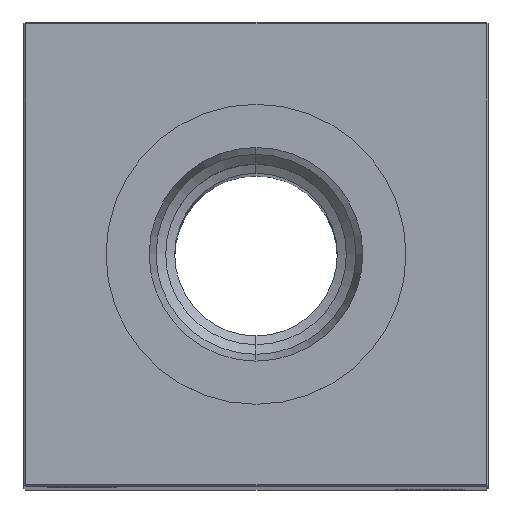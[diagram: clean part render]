
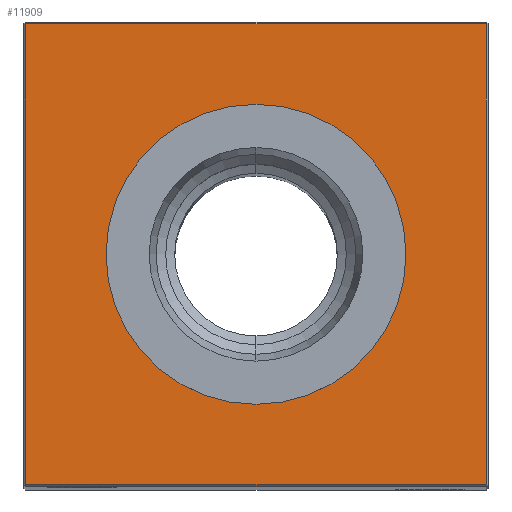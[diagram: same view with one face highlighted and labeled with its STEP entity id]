
A CAD part, top view. The second image highlights one B-rep face of the part: STEP entity #11909.
In plain terms, the highlighted planar face has unit normal (0, 0, 1).
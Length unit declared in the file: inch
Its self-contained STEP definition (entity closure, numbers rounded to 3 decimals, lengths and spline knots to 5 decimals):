
#427 = DIRECTION ( 'NONE',  ( 0., 0., -1. ) ) ;
#1732 = AXIS2_PLACEMENT_3D ( 'NONE', #15953, #10124, #14181 ) ;
#2200 = CARTESIAN_POINT ( 'NONE',  ( -1.24, -1.24, 10.5 ) ) ;
#2420 = PLANE ( 'NONE',  #1732 ) ;
#3082 = CARTESIAN_POINT ( 'NONE',  ( 0., -1.24, 10.5 ) ) ;
#3317 = DIRECTION ( 'NONE',  ( 0., 1., 0. ) ) ;
#3602 = CARTESIAN_POINT ( 'NONE',  ( -1.24, 0., 10.5 ) ) ;
#3931 = VECTOR ( 'NONE', #21090, 39.37008 ) ;
#4369 = EDGE_CURVE ( 'NONE', #13487, #8275, #9563, .T. ) ;
#6957 = VECTOR ( 'NONE', #22843, 39.37008 ) ;
#6964 = ORIENTED_EDGE ( 'NONE', *, *, #12524, .T. ) ;
#7109 = EDGE_CURVE ( 'NONE', #7520, #13487, #10896, .T. ) ;
#7520 = VERTEX_POINT ( 'NONE', #7698 ) ;
#7664 = AXIS2_PLACEMENT_3D ( 'NONE', #12548, #10383, #12416 ) ;
#7698 = CARTESIAN_POINT ( 'NONE',  ( 1.24, -1.24, 10.5 ) ) ;
#8275 = VERTEX_POINT ( 'NONE', #16999 ) ;
#9011 = ORIENTED_EDGE ( 'NONE', *, *, #4369, .T. ) ;
#9419 = CARTESIAN_POINT ( 'NONE',  ( 0., 0.80709, 10.5 ) ) ;
#9563 = LINE ( 'NONE', #18127, #3931 ) ;
#10109 = CIRCLE ( 'NONE', #7664, 0.80709 ) ;
#10124 = DIRECTION ( 'NONE',  ( 0., 0., -1. ) ) ;
#10383 = DIRECTION ( 'NONE',  ( 0., 0., -1. ) ) ;
#10542 = EDGE_CURVE ( 'NONE', #8275, #11328, #19151, .T. ) ;
#10896 = LINE ( 'NONE', #18864, #15281 ) ;
#11328 = VERTEX_POINT ( 'NONE', #2200 ) ;
#11386 = ORIENTED_EDGE ( 'NONE', *, *, #7109, .T. ) ;
#11392 = VERTEX_POINT ( 'NONE', #9419 ) ;
#11909 = ADVANCED_FACE ( 'NONE', ( #12025, #19757 ), #2420, .F. ) ;
#12025 = FACE_OUTER_BOUND ( 'NONE', #18567, .T. ) ;
#12416 = DIRECTION ( 'NONE',  ( -1., 0., 0. ) ) ;
#12524 = EDGE_CURVE ( 'NONE', #18087, #11392, #23962, .T. ) ;
#12548 = CARTESIAN_POINT ( 'NONE',  ( 0., 0., 10.5 ) ) ;
#13487 = VERTEX_POINT ( 'NONE', #18333 ) ;
#14181 = DIRECTION ( 'NONE',  ( -1., 0., 0. ) ) ;
#14214 = CARTESIAN_POINT ( 'NONE',  ( 0., 0., 10.5 ) ) ;
#14836 = LINE ( 'NONE', #3082, #18484 ) ;
#15281 = VECTOR ( 'NONE', #3317, 39.37008 ) ;
#15953 = CARTESIAN_POINT ( 'NONE',  ( 0., 0., 10.5 ) ) ;
#16121 = EDGE_LOOP ( 'NONE', ( #20365, #6964 ) ) ;
#16999 = CARTESIAN_POINT ( 'NONE',  ( -1.24, 1.24, 10.5 ) ) ;
#18087 = VERTEX_POINT ( 'NONE', #25020 ) ;
#18127 = CARTESIAN_POINT ( 'NONE',  ( 0., 1.24, 10.5 ) ) ;
#18333 = CARTESIAN_POINT ( 'NONE',  ( 1.24, 1.24, 10.5 ) ) ;
#18484 = VECTOR ( 'NONE', #18633, 39.37008 ) ;
#18567 = EDGE_LOOP ( 'NONE', ( #23730, #22576, #11386, #9011 ) ) ;
#18633 = DIRECTION ( 'NONE',  ( 1., 0., 0. ) ) ;
#18682 = EDGE_CURVE ( 'NONE', #11328, #7520, #14836, .T. ) ;
#18864 = CARTESIAN_POINT ( 'NONE',  ( 1.24, 0., 10.5 ) ) ;
#19151 = LINE ( 'NONE', #3602, #6957 ) ;
#19757 = FACE_BOUND ( 'NONE', #16121, .T. ) ;
#20365 = ORIENTED_EDGE ( 'NONE', *, *, #22751, .T. ) ;
#21090 = DIRECTION ( 'NONE',  ( -1., 0., 0. ) ) ;
#21951 = DIRECTION ( 'NONE',  ( -1., 0., 0. ) ) ;
#22362 = AXIS2_PLACEMENT_3D ( 'NONE', #14214, #427, #21951 ) ;
#22576 = ORIENTED_EDGE ( 'NONE', *, *, #18682, .T. ) ;
#22751 = EDGE_CURVE ( 'NONE', #11392, #18087, #10109, .T. ) ;
#22843 = DIRECTION ( 'NONE',  ( 0., -1., 0. ) ) ;
#23730 = ORIENTED_EDGE ( 'NONE', *, *, #10542, .T. ) ;
#23962 = CIRCLE ( 'NONE', #22362, 0.80709 ) ;
#25020 = CARTESIAN_POINT ( 'NONE',  ( 0., -0.80709, 10.5 ) ) ;
